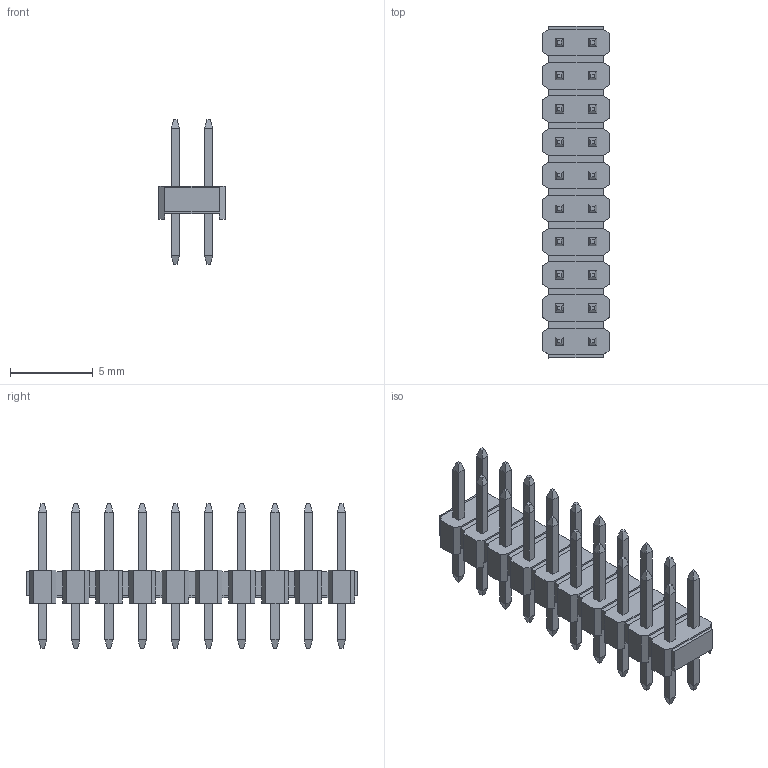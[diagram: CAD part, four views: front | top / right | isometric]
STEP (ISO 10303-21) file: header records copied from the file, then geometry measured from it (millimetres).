
FILE_DESCRIPTION(/* description */ ('Unknown'),/* implementation_level */ '2;1');
FILE_NAME(/* name */ 'J_Wurth_WR-PHD_62002021121',/* time_stamp */ '2025-04-23T15:13:43+08:00',/* author */ ('Unknown'),/* organization */ ('Unknown'),/* preprocessor_version */ 'ST-DEVELOPER v19.4',/* originating_system */ 'Solid Edge',/* authorisation */ 'Unknown');
FILE_SCHEMA (('AUTOMOTIVE_DESIGN {1 0 10303 214 3 1 1}'));
Length unit declared in the file: millimetre
Products named in the file (2): J_Wurth_WR-PHD_62002021121
Assembly tree (1 placements, depth 2):
  J_Wurth_WR-PHD_62002021121
    J_Wurth_WR-PHD_62002021121
Bounding box: 4 x 20 x 8.7 mm (x, y, z)
Volume: 157.9 mm3; surface area: 538 mm2
Topology: 1 solids, 1 shells, 602 faces, 1436 edges, 876 vertices
Faces by surface type: plane 602
Entity records: 20965 total; most frequent: CARTESIAN_POINT 2916, ORIENTED_EDGE 2872, DIRECTION 2644, EDGE_CURVE 1436, LINE 1436, VECTOR 1436, VERTEX_POINT 876, EDGE_LOOP 642
